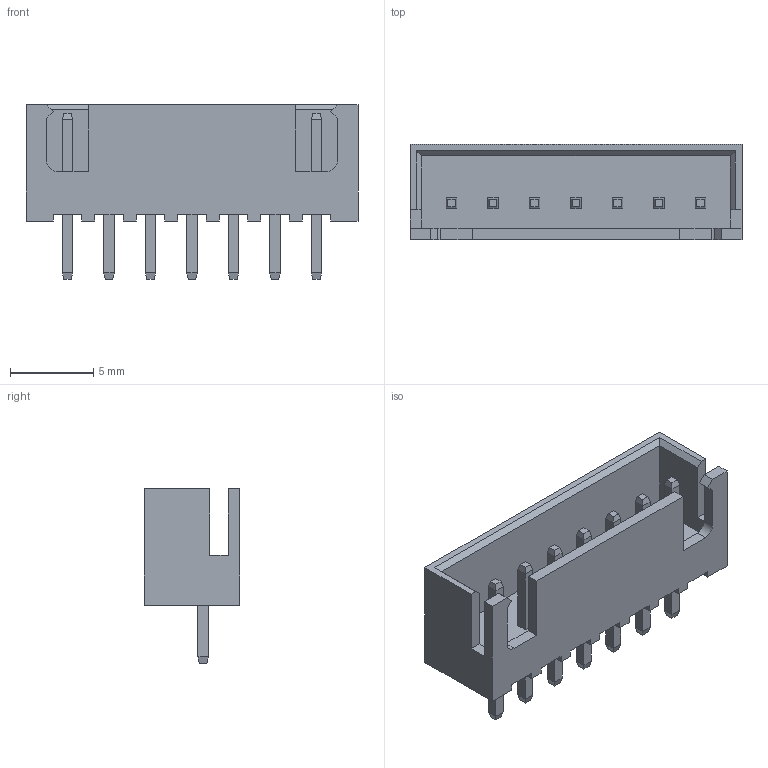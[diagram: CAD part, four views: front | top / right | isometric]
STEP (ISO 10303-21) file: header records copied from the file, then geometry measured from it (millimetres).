
FILE_DESCRIPTION (( 'STEP AP214' ), '1' );
FILE_NAME ('5B819A8B-3686-4483-B304-D5FA5D180718.STEP', '2025-01-01T19:37:34', ( '' ), ( '' ), 'SwSTEP 2.0', 'SolidWorks 2022', '' );
FILE_SCHEMA (( 'AUTOMOTIVE_DESIGN' ));
Length unit declared in the file: millimetre
Products named in the file (1): 5B819A8B-3686-4483-B304-D5FA5D180718
Bounding box: 20 x 5.75 x 10.5 mm (x, y, z)
Volume: 375.6 mm3; surface area: 949.9 mm2
Topology: 1 solids, 1 shells, 187 faces, 455 edges, 284 vertices
Faces by surface type: plane 185, cylinder 2
Entity records: 5994 total; most frequent: CARTESIAN_POINT 927, ORIENTED_EDGE 910, DIRECTION 835, EDGE_CURVE 455, VECTOR 451, LINE 451, VERTEX_POINT 284, EDGE_LOOP 201
